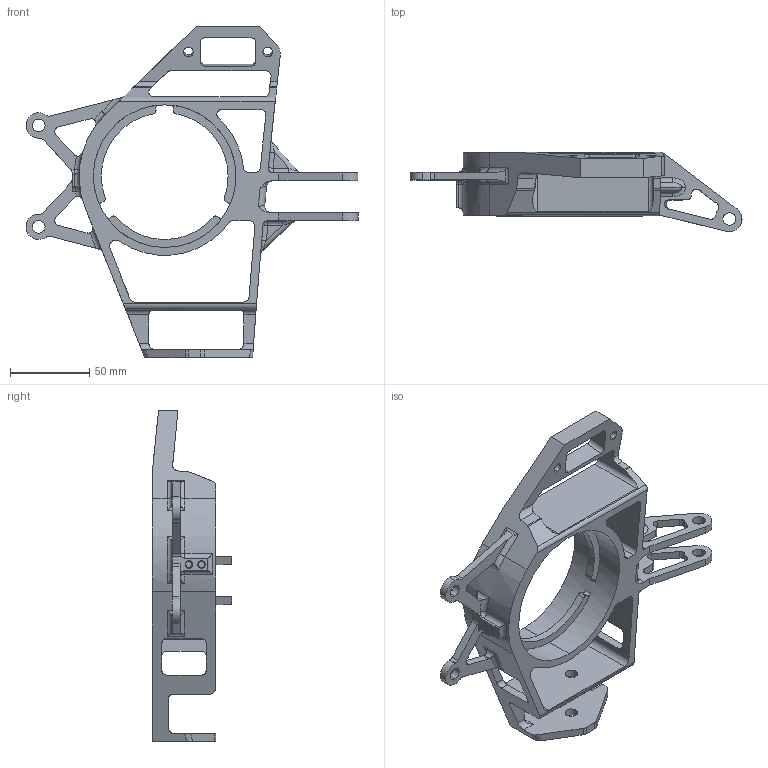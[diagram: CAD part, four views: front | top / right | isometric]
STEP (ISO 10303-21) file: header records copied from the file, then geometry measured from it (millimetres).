
FILE_DESCRIPTION (( 'STEP AP203' ), '1' );
FILE_NAME ('06E.VD.SU.RSus_Upright_right_20240320.STEP', '2024-03-23T08:29:58', ( 'Windows 蚚誧' ), ( '' ), 'SwSTEP 2.0', 'SolidWorks 2022', '' );
FILE_SCHEMA (( 'CONFIG_CONTROL_DESIGN' ));
Length unit declared in the file: millimetre
Products named in the file (1): 06E.VD.SU.RSus_Upright_right_20240320
Bounding box: 209.5 x 49.98 x 209 mm (x, y, z)
Volume: 218329 mm3; surface area: 80334 mm2
Topology: 1 solids, 1 shells, 329 faces, 947 edges, 615 vertices
Faces by surface type: cylinder 195, plane 94, bspline 21, torus 12, sphere 7
Entity records: 14709 total; most frequent: CARTESIAN_POINT 6375, ORIENTED_EDGE 1886, DIRECTION 1617, EDGE_CURVE 943, VERTEX_POINT 615, AXIS2_PLACEMENT_3D 589, VECTOR 439, LINE 439
